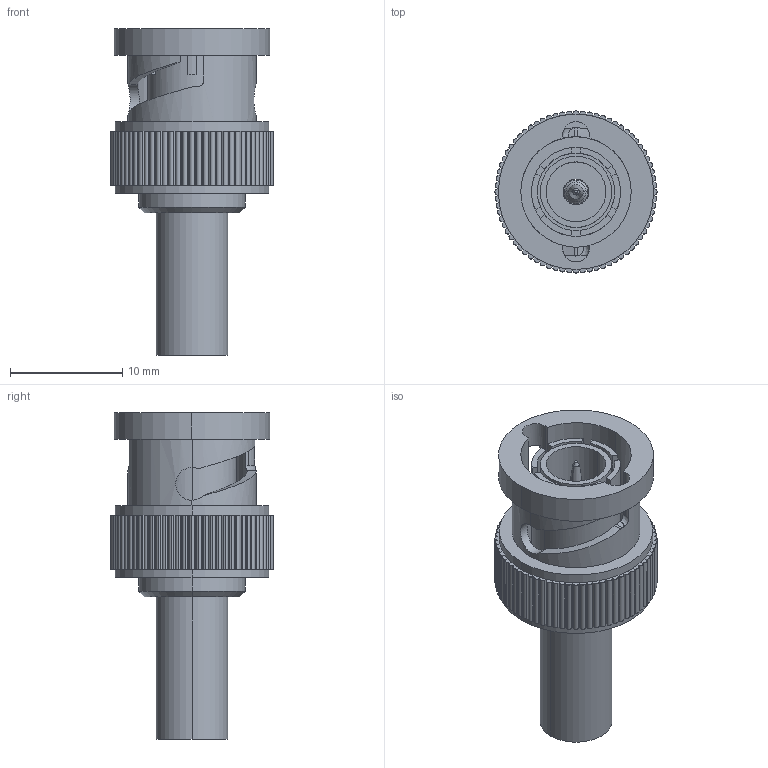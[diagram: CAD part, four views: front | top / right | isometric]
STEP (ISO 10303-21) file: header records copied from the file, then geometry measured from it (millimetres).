
FILE_DESCRIPTION (( 'STEP AP214' ), '1' );
FILE_NAME ('BAC547.STEP', '2009-03-20T13:48:33', ( ' ' ), ( ' ' ), 'SwSTEP 2.0', 'SolidWorks 2008', '' );
FILE_SCHEMA (( 'AUTOMOTIVE_DESIGN' ));
Length unit declared in the file: inch
Products named in the file (4): BAC547-MA1_with flange; BAC547; BAC547-MA3; BAC547-MA2
Assembly tree (3 placements, depth 2):
  BAC547
    BAC547-MA3
    BAC547-MA1_with flange
    BAC547-MA2
Bounding box: 14.48 x 14.48 x 29.13 mm (x, y, z)
Volume: 1529.1 mm3; surface area: 3033.8 mm2
Topology: 3 solids, 3 shells, 369 faces, 1031 edges, 680 vertices
Faces by surface type: plane 192, cylinder 155, cone 12, bspline 8, torus 2
Entity records: 13038 total; most frequent: CARTESIAN_POINT 2614, ORIENTED_EDGE 2062, DIRECTION 2045, EDGE_CURVE 1031, AXIS2_PLACEMENT_3D 697, VERTEX_POINT 680, VECTOR 651, LINE 651
